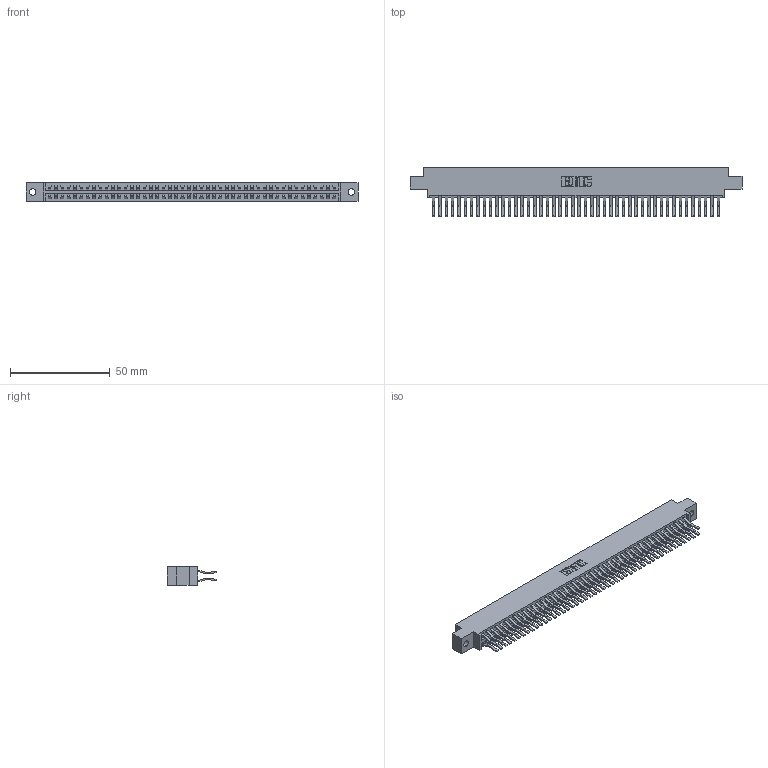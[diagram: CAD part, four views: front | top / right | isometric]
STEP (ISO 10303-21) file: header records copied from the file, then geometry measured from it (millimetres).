
FILE_DESCRIPTION (( 'STEP AP203' ), '1' );
FILE_NAME ('396-092-560-802.STEP', '2019-11-02T16:04:38', ( '' ), ( '' ), 'SwSTEP 2.0', 'SolidWorks 2016', '' );
FILE_SCHEMA (( 'CONFIG_CONTROL_DESIGN' ));
Length unit declared in the file: inch
Products named in the file (3): 346 Part_0.170 Offset - 0.128 Dia; 345-292-001_560 Tail; 396-092-560-802
Assembly tree (93 placements, depth 2):
  396-092-560-802
    346 Part_0.170 Offset - 0.128 Dia
    345-292-001_560 Tail  x92
Bounding box: 166.62 x 24.78 x 9.4 mm (x, y, z)
Volume: 16690.7 mm3; surface area: 24524.6 mm2
Topology: 93 solids, 93 shells, 5094 faces, 15153 edges, 9978 vertices
Faces by surface type: plane 3300, cylinder 1794
Entity records: 29705 total; most frequent: CARTESIAN_POINT 4892, ORIENTED_EDGE 4826, DIRECTION 4365, EDGE_CURVE 2413, VECTOR 2093, LINE 2093, VERTEX_POINT 1606, AXIS2_PLACEMENT_3D 1136
